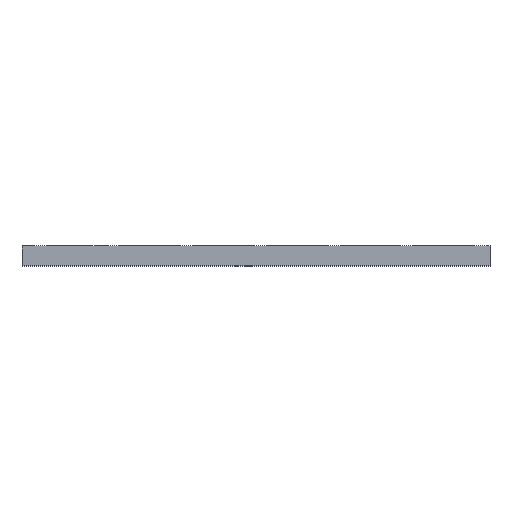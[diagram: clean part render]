
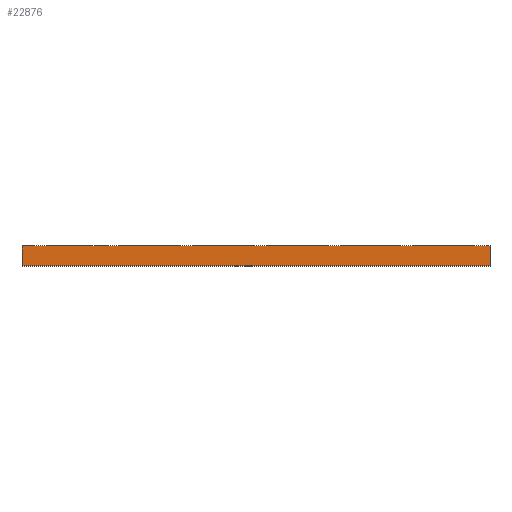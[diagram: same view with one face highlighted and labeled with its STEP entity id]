
A CAD part, top view. The second image highlights one B-rep face of the part: STEP entity #22876.
In plain terms, the highlighted planar face has unit normal (0, 0, 1).
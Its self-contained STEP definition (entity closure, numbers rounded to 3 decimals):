
#185=DIRECTION('',(1.,0.,0.));
#186=VECTOR('',#185,119.2);
#187=CARTESIAN_POINT('',(-12.25,1.3,38.));
#188=LINE('',#187,#186);
#2885=DIRECTION('',(0.,1.,0.));
#2886=VECTOR('',#2885,5.);
#2887=CARTESIAN_POINT('',(-12.25,-3.7,38.));
#2888=LINE('',#2887,#2886);
#2961=DIRECTION('',(0.,1.,0.));
#2962=VECTOR('',#2961,5.);
#2963=CARTESIAN_POINT('',(106.95,-3.7,38.));
#2964=LINE('',#2963,#2962);
#3013=DIRECTION('',(1.,0.,0.));
#3014=VECTOR('',#3013,119.2);
#3015=CARTESIAN_POINT('',(-12.25,-3.7,38.));
#3016=LINE('',#3015,#3014);
#14515=CARTESIAN_POINT('',(-12.25,-3.7,38.));
#14516=VERTEX_POINT('',#14515);
#14517=CARTESIAN_POINT('',(-12.25,1.3,38.));
#14518=VERTEX_POINT('',#14517);
#14547=CARTESIAN_POINT('',(106.95,-3.7,38.));
#14548=VERTEX_POINT('',#14547);
#14549=CARTESIAN_POINT('',(106.95,1.3,38.));
#14550=VERTEX_POINT('',#14549);
#22865=CARTESIAN_POINT('',(-12.25,-3.7,38.));
#22866=DIRECTION('',(0.,0.,1.));
#22867=DIRECTION('',(0.,1.,0.));
#22868=AXIS2_PLACEMENT_3D('',#22865,#22866,#22867);
#22869=PLANE('',#22868);
#22870=ORIENTED_EDGE('',*,*,#22666,.T.);
#22871=ORIENTED_EDGE('',*,*,#18969,.T.);
#22872=ORIENTED_EDGE('',*,*,#22729,.F.);
#22873=ORIENTED_EDGE('',*,*,#22858,.F.);
#22874=EDGE_LOOP('',(#22870,#22871,#22872,#22873));
#22875=FACE_OUTER_BOUND('',#22874,.F.);
#22876=ADVANCED_FACE('',(#22875),#22869,.T.);
#18969=EDGE_CURVE('',#14518,#14550,#188,.T.);
#22666=EDGE_CURVE('',#14516,#14518,#2888,.T.);
#22729=EDGE_CURVE('',#14548,#14550,#2964,.T.);
#22858=EDGE_CURVE('',#14516,#14548,#3016,.T.);
